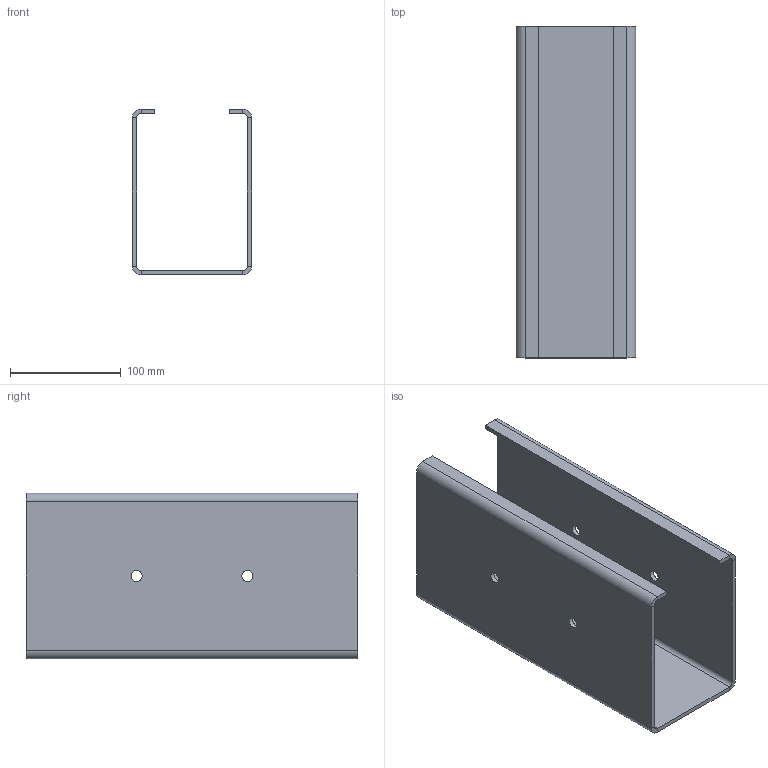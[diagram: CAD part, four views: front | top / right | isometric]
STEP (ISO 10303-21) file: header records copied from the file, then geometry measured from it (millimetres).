
FILE_DESCRIPTION(/* description */ ('STEP AP214'),/* implementation_level */ '2;1');
FILE_NAME(/* name */ '68c9019947a83f0076e9501b',/* time_stamp */ '2025-09-16T06:20:10Z',/* author */ (''),/* organization */ (''),/* preprocessor_version */ 'ST-DEVELOPER v20',/* originating_system */ 'ONSHAPE BY PTC INC, 1.203',/* authorisation */ ' ');
FILE_SCHEMA (('AUTOMOTIVE_DESIGN {1 0 10303 214 3 1 1}'));
Length unit declared in the file: metre
Products named in the file (1): Part 1
Bounding box: 108 x 300 x 150 mm (x, y, z)
Volume: 504782.3 mm3; surface area: 258667.4 mm2
Topology: 1 solids, 1 shells, 42 faces, 88 edges, 48 vertices
Faces by surface type: plane 30, cylinder 12
Full cylindrical faces by diameter (mm): 10 x4
Entity records: 1106 total; most frequent: DIRECTION 194, CARTESIAN_POINT 175, ORIENTED_EDGE 168, EDGE_CURVE 84, AXIS2_PLACEMENT_3D 67, LINE 60, VECTOR 60, EDGE_LOOP 54
